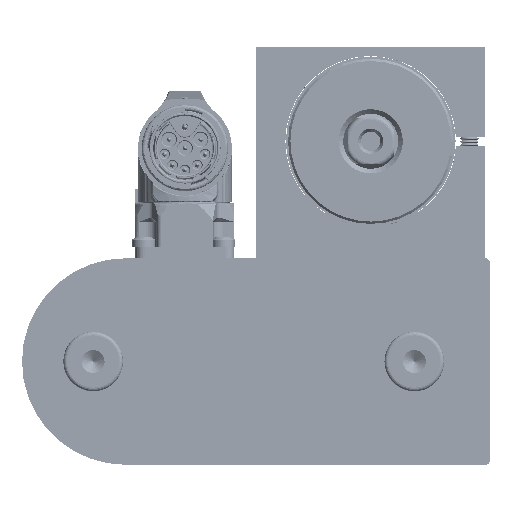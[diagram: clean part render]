
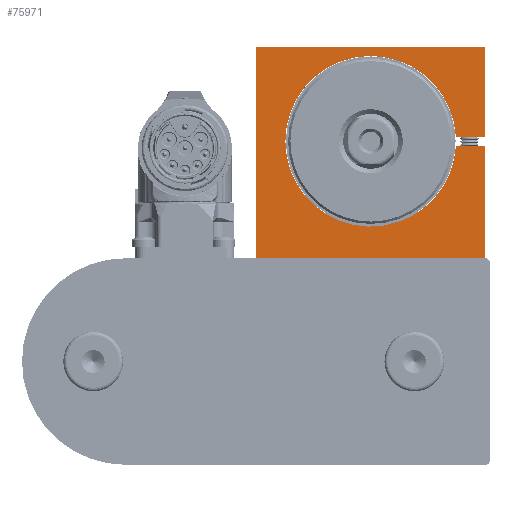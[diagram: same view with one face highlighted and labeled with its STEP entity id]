
A CAD part, left-side view. The second image highlights one B-rep face of the part: STEP entity #75971.
In plain terms, the highlighted face is planar.
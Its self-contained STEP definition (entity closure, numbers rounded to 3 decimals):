
#649 = ORIENTED_EDGE ( 'NONE', *, *, #22420, .F. ) ;
#1841 = PLANE ( 'NONE',  #44193 ) ;
#2832 = CARTESIAN_POINT ( 'NONE',  ( 50., 24.5, 0. ) ) ;
#2992 = DIRECTION ( 'NONE',  ( 1., 0., 0. ) ) ;
#3138 = VERTEX_POINT ( 'NONE', #3840 ) ;
#3840 = CARTESIAN_POINT ( 'NONE',  ( 50., 26.5, 0. ) ) ;
#4343 = EDGE_CURVE ( 'NONE', #3138, #46777, #59388, .T. ) ;
#6044 = ORIENTED_EDGE ( 'NONE', *, *, #61904, .F. ) ;
#6266 = ORIENTED_EDGE ( 'NONE', *, *, #4343, .T. ) ;
#6600 = EDGE_LOOP ( 'NONE', ( #75934, #6044, #71323, #649, #6266, #44450, #21569, #60961 ) ) ;
#8965 = DIRECTION ( 'NONE',  ( 0., 1., 0. ) ) ;
#9902 = DIRECTION ( 'NONE',  ( 0., 1., 0. ) ) ;
#14393 = CARTESIAN_POINT ( 'NONE',  ( 50., 0., 0. ) ) ;
#14511 = CARTESIAN_POINT ( 'NONE',  ( 43.573, 24.5, 0. ) ) ;
#16826 = CARTESIAN_POINT ( 'NONE',  ( 43.573, 26.5, 0. ) ) ;
#17464 = EDGE_CURVE ( 'NONE', #75913, #25613, #58034, .T. ) ;
#17926 = EDGE_CURVE ( 'NONE', #36055, #26711, #22031, .T. ) ;
#19012 = CARTESIAN_POINT ( 'NONE',  ( 0., 0., 0. ) ) ;
#21569 = ORIENTED_EDGE ( 'NONE', *, *, #17464, .T. ) ;
#22031 = CIRCLE ( 'NONE', #52571, 18.6 ) ;
#22420 = EDGE_CURVE ( 'NONE', #3138, #36055, #56121, .T. ) ;
#22751 = CARTESIAN_POINT ( 'NONE',  ( 0., 0., 0. ) ) ;
#23750 = CARTESIAN_POINT ( 'NONE',  ( 50., 46., 0. ) ) ;
#24107 = CARTESIAN_POINT ( 'NONE',  ( 50., 26.5, 0. ) ) ;
#25613 = VERTEX_POINT ( 'NONE', #53363 ) ;
#25855 = CARTESIAN_POINT ( 'NONE',  ( 0., 46., 0. ) ) ;
#26711 = VERTEX_POINT ( 'NONE', #14511 ) ;
#32840 = VERTEX_POINT ( 'NONE', #2832 ) ;
#33359 = DIRECTION ( 'NONE',  ( 0., 0., -1. ) ) ;
#34505 = CARTESIAN_POINT ( 'NONE',  ( 50., 24.5, 0. ) ) ;
#36055 = VERTEX_POINT ( 'NONE', #16826 ) ;
#38924 = LINE ( 'NONE', #14393, #45728 ) ;
#39328 = VECTOR ( 'NONE', #63429, 1000. ) ;
#43513 = EDGE_CURVE ( 'NONE', #67448, #32840, #38924, .T. ) ;
#44193 = AXIS2_PLACEMENT_3D ( 'NONE', #25855, #33359, #64501 ) ;
#44450 = ORIENTED_EDGE ( 'NONE', *, *, #61061, .T. ) ;
#45728 = VECTOR ( 'NONE', #8965, 1000. ) ;
#46777 = VERTEX_POINT ( 'NONE', #23750 ) ;
#49587 = FACE_OUTER_BOUND ( 'NONE', #6600, .T. ) ;
#50247 = CARTESIAN_POINT ( 'NONE',  ( 0., 46., 0. ) ) ;
#51318 = VECTOR ( 'NONE', #75577, 1000. ) ;
#52571 = AXIS2_PLACEMENT_3D ( 'NONE', #60218, #60604, #53178 ) ;
#53178 = DIRECTION ( 'NONE',  ( 1., 0., 0. ) ) ;
#53363 = CARTESIAN_POINT ( 'NONE',  ( 0., 0., 0. ) ) ;
#55719 = DIRECTION ( 'NONE',  ( -1., 0., 0. ) ) ;
#56121 = LINE ( 'NONE', #24107, #64723 ) ;
#58034 = LINE ( 'NONE', #19012, #39328 ) ;
#59370 = VECTOR ( 'NONE', #80499, 1000. ) ;
#59388 = LINE ( 'NONE', #59805, #70155 ) ;
#59805 = CARTESIAN_POINT ( 'NONE',  ( 50., 0., 0. ) ) ;
#60218 = CARTESIAN_POINT ( 'NONE',  ( 25., 25.5, 0. ) ) ;
#60604 = DIRECTION ( 'NONE',  ( 0., 0., 1. ) ) ;
#60961 = ORIENTED_EDGE ( 'NONE', *, *, #62167, .T. ) ;
#61061 = EDGE_CURVE ( 'NONE', #46777, #75913, #63497, .T. ) ;
#61904 = EDGE_CURVE ( 'NONE', #26711, #32840, #73924, .T. ) ;
#62167 = EDGE_CURVE ( 'NONE', #25613, #67448, #79707, .T. ) ;
#63429 = DIRECTION ( 'NONE',  ( 0., -1., 0. ) ) ;
#63497 = LINE ( 'NONE', #50247, #51318 ) ;
#64501 = DIRECTION ( 'NONE',  ( -1., 0., 0. ) ) ;
#64723 = VECTOR ( 'NONE', #55719, 1000. ) ;
#67448 = VERTEX_POINT ( 'NONE', #81172 ) ;
#70155 = VECTOR ( 'NONE', #9902, 1000. ) ;
#71323 = ORIENTED_EDGE ( 'NONE', *, *, #17926, .F. ) ;
#73886 = VECTOR ( 'NONE', #2992, 1000. ) ;
#73924 = LINE ( 'NONE', #34505, #73886 ) ;
#75577 = DIRECTION ( 'NONE',  ( -1., 0., 0. ) ) ;
#75913 = VERTEX_POINT ( 'NONE', #80751 ) ;
#75934 = ORIENTED_EDGE ( 'NONE', *, *, #43513, .T. ) ;
#75971 = ADVANCED_FACE ( 'NONE', ( #49587 ), #1841, .F. ) ;
#79707 = LINE ( 'NONE', #22751, #59370 ) ;
#80499 = DIRECTION ( 'NONE',  ( 1., 0., 0. ) ) ;
#80751 = CARTESIAN_POINT ( 'NONE',  ( 0., 46., 0. ) ) ;
#81172 = CARTESIAN_POINT ( 'NONE',  ( 50., 0., 0. ) ) ;
